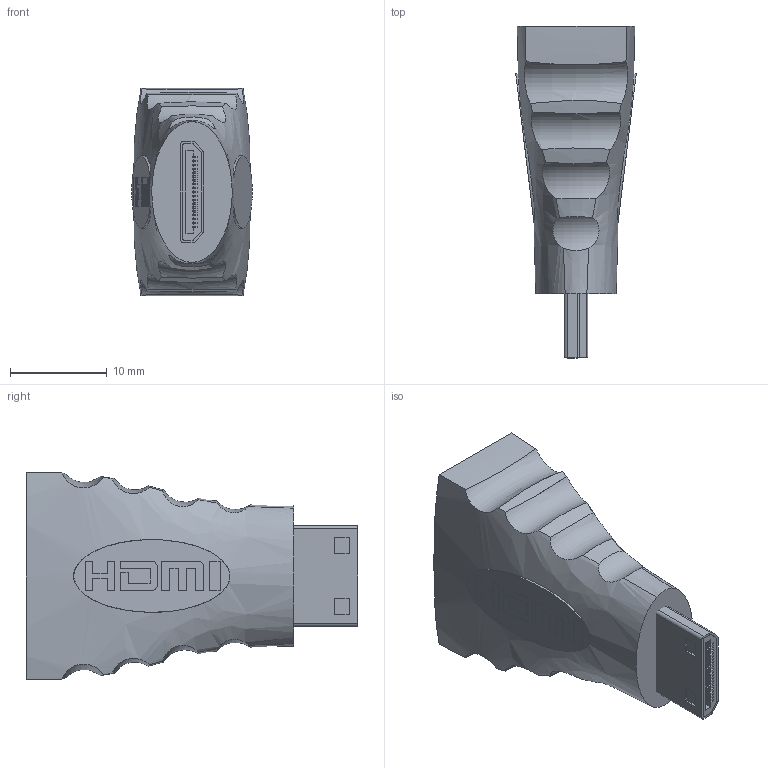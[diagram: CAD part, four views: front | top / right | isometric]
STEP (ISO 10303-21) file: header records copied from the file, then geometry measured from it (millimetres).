
FILE_DESCRIPTION (( 'STEP AP214' ), '1' );
FILE_NAME ('VHC00021.STEP', '2018-04-30T19:24:41', ( '' ), ( '' ), 'SwSTEP 2.0', 'SolidWorks 2017', '' );
FILE_SCHEMA (( 'AUTOMOTIVE_DESIGN' ));
Length unit declared in the file: inch
Products named in the file (4): 1AH05-008___; VHC00021-MA1; VHC00021; VHC00021-MA2___
Assembly tree (3 placements, depth 2):
  VHC00021
    VHC00021-MA1
    1AH05-008___
    VHC00021-MA2___
Bounding box: 12.43 x 34.22 x 21.45 mm (x, y, z)
Volume: 4253.4 mm3; surface area: 4353.4 mm2
Topology: 14 solids, 14 shells, 1216 faces, 3373 edges, 2208 vertices
Faces by surface type: plane 976, cylinder 174, bspline 48, torus 16, sphere 2
Entity records: 48870 total; most frequent: CARTESIAN_POINT 10047, ORIENTED_EDGE 6742, DIRECTION 5768, EDGE_CURVE 3371, VECTOR 2866, LINE 2866, VERTEX_POINT 2208, AXIS2_PLACEMENT_3D 1451
